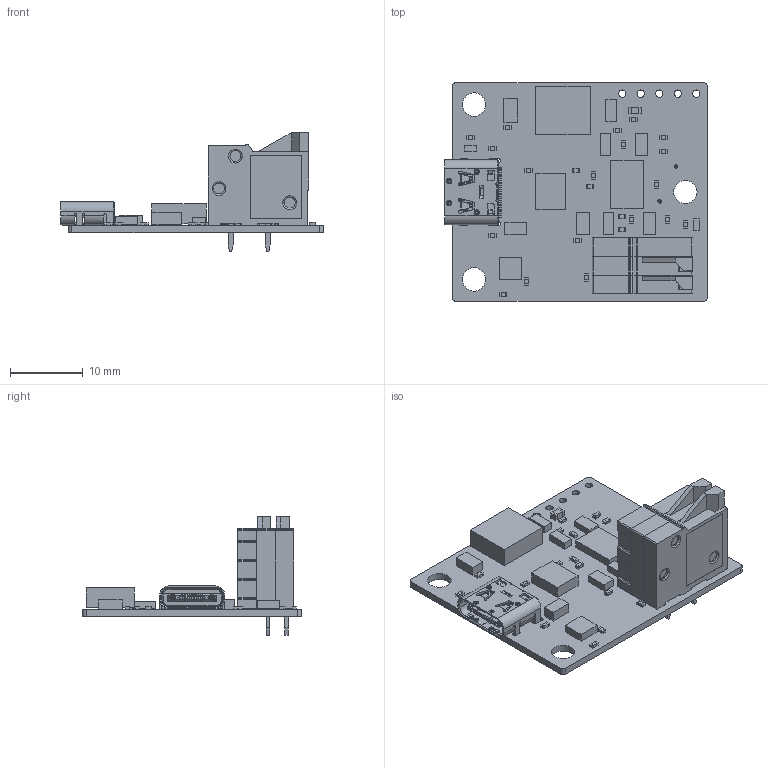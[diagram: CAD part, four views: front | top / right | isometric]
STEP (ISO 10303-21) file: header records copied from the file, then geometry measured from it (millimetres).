
FILE_DESCRIPTION(('Open CASCADE Model'),'2;1');
FILE_NAME('Open CASCADE Shape Model','2024-03-26T14:34:01',('Author'),( 'Open CASCADE'),'Open CASCADE STEP processor 7.5','Open CASCADE 7.5' ,'Unknown');
FILE_SCHEMA(('AUTOMOTIVE_DESIGN { 1 0 10303 214 1 1 1 1 }'));
Length unit declared in the file: millimetre
Products named in the file (89): PCB; Board; Open CASCADE STEP translator 7.5 3.1.1; R12; 6467860464; Extruded; 6467860224; U7; 6582379232; C5; TP2; 6453290400; Cylinder; T1; 6582379632; R11; 6467862384; 6467862544; D5; 6453286240; TP1; D4; D3; 6582373472; U6; U5; 6582374512; U4; U3; 6582379072; U2; 6582375152; U1; 6582373072; R10; R9; R8; R7; R6; R5 ...
Assembly tree (160 placements, depth 4):
  PCB
    Board
      Open CASCADE STEP translator 7.5 3.1.1
    R12
      6467860464  x2
        Extruded
      6467860224
        Extruded
    U7
      6582379232
        Extruded
    C5
      6467860464  x2
        Extruded
      6467860224
        Extruded
    TP2
      6453290400
        Cylinder
    T1
      6582379632
        Extruded
    R11
      6467862384  x2
        Extruded
      6467862544
        Extruded
    D5
      6453286240
        Extruded
    TP1
      6453290400
        Cylinder
    D4
      6453286240
        Extruded
    D3
      6582373472
        Extruded
    U6
      6582379232
        Extruded
    U5
      6582374512
        Extruded
    U4
      6453286240
        Extruded
    U3
      6582379072
        Extruded
    U2
      6582375152
        Extruded
    U1
      6582373072
        Extruded
    R10
      6467862384  x2
        Extruded
Bounding box: 36.02 x 30 x 16.25 mm (x, y, z)
Volume: 2354.2 mm3; surface area: 4908.6 mm2
Topology: 96 solids, 103 shells, 2134 faces, 5516 edges, 3613 vertices
Faces by surface type: plane 1569, cylinder 378, bspline 76, torus 66, cone 41, sphere 4
Full cylindrical faces by diameter (mm): 0.2 x2, 0.5 x2, 0.6 x2, 1 x5, 1.1 x4, 3.2 x3
Entity records: 56217 total; most frequent: CARTESIAN_POINT 11863, ORIENTED_EDGE 8810, DIRECTION 8445, EDGE_CURVE 4405, LINE 3275, VECTOR 3275, VERTEX_POINT 2880, AXIS2_PLACEMENT_3D 2585
